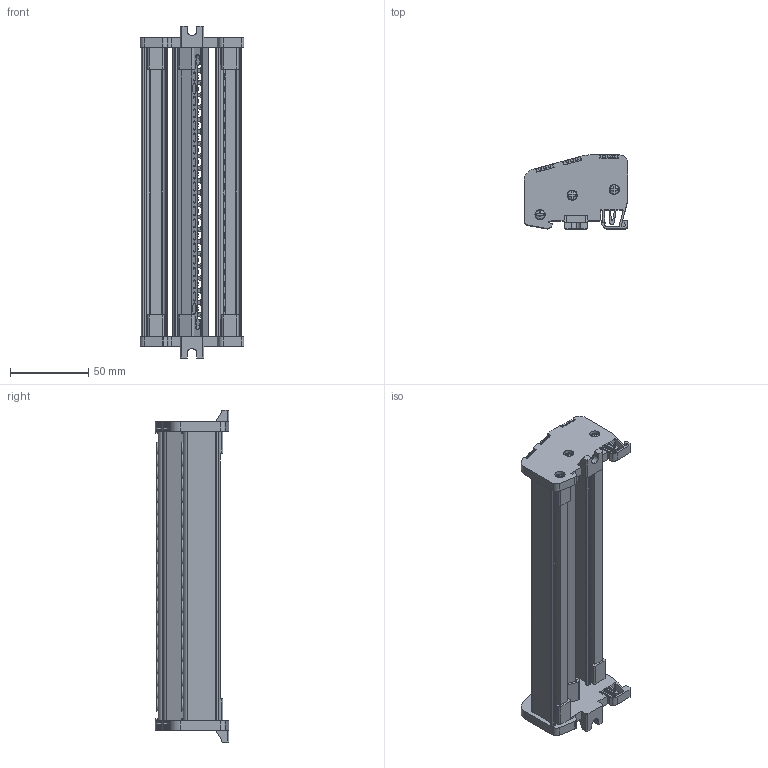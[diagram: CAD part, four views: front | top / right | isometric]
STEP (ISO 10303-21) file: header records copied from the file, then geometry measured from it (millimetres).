
FILE_DESCRIPTION (( 'STEP AP203' ), '1' );
FILE_NAME ('7x12 Üç Kutuplu Daðýtýcý Ünite - 22 Delikli.STEP', '2019-01-09T07:23:38', ( '' ), ( '' ), 'SwSTEP 2.0', 'SolidWorks 2011', '' );
FILE_SCHEMA (( 'CONFIG_CONTROL_DESIGN' ));
Products named in the file (1): 7x12 Üç Kutuplu Daðýtýcý Ünite - 22 Delikli
Bounding box: 66 x 47 x 212 mm (x, y, z)
Volume: 110280.9 mm3; surface area: 107583.6 mm2
Topology: 1 solids, 16 shells, 3994 faces, 11177 edges, 7432 vertices
Faces by surface type: plane 1864, cylinder 1130, cone 850, bspline 150
Entity records: 134313 total; most frequent: CARTESIAN_POINT 30024, ORIENTED_EDGE 22354, DIRECTION 21760, EDGE_CURVE 11177, AXIS2_PLACEMENT_3D 7986, VERTEX_POINT 7432, LINE 5788, VECTOR 5788
